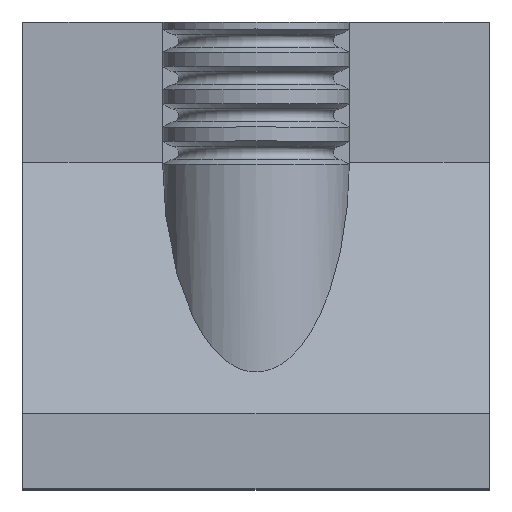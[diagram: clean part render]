
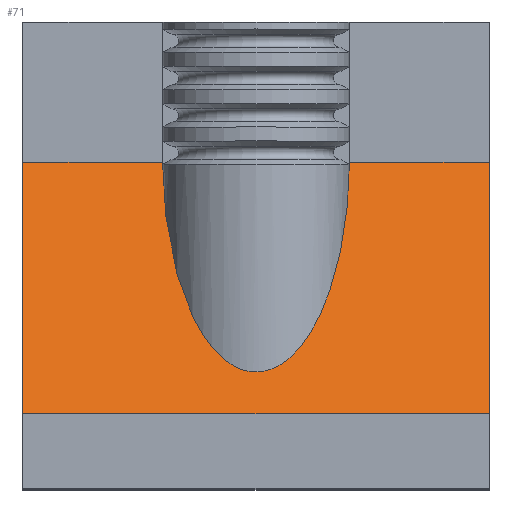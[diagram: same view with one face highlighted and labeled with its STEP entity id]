
A CAD part, top view. The second image highlights one B-rep face of the part: STEP entity #71.
In plain terms, the highlighted planar face has unit normal (0, 0.406, 0.914).
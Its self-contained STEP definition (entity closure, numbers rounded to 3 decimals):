
#71=ADVANCED_FACE('',(#344),#346,.T.);
#344=FACE_BOUND('',#345,.T.);
#345=EDGE_LOOP('',(#2053,#2054,#2055,#2056,#2057,#2058,#2059,#2060));
#346=PLANE('',#347);
#347=AXIS2_PLACEMENT_3D('',#348,#349,#350);
#348=CARTESIAN_POINT('',(-25.,35.,23.));
#349=DIRECTION('',(0.,0.406,0.914));
#350=DIRECTION('',(0.,-0.914,0.406));
#2053=ORIENTED_EDGE('',*,*,#2451,.T.);
#2054=ORIENTED_EDGE('',*,*,#2452,.F.);
#2055=ORIENTED_EDGE('',*,*,#2415,.T.);
#2056=ORIENTED_EDGE('',*,*,#2448,.T.);
#2057=ORIENTED_EDGE('',*,*,#2434,.F.);
#2058=ORIENTED_EDGE('',*,*,#2453,.F.);
#2059=ORIENTED_EDGE('',*,*,#2454,.T.);
#2060=ORIENTED_EDGE('',*,*,#2455,.F.);
#2415=EDGE_CURVE('',#2649,#2647,#2650,.T.);
#2434=EDGE_CURVE('',#2682,#2684,#2685,.T.);
#2448=EDGE_CURVE('',#2647,#2684,#2708,.T.);
#2451=EDGE_CURVE('',#2713,#2714,#2715,.F.);
#2452=EDGE_CURVE('',#2649,#2714,#2716,.T.);
#2453=EDGE_CURVE('',#2717,#2682,#2718,.T.);
#2454=EDGE_CURVE('',#2717,#2719,#2720,.F.);
#2455=EDGE_CURVE('',#2713,#2719,#2721,.T.);
#2647=VERTEX_POINT('',#3114);
#2649=VERTEX_POINT('',#3118);
#2650=LINE('',#3119,#3120);
#2682=VERTEX_POINT('',#3189);
#2684=VERTEX_POINT('',#3193);
#2685=LINE('',#3194,#3195);
#2708=LINE('',#3374,#3375);
#2713=VERTEX_POINT('',#3387);
#2714=VERTEX_POINT('',#3388);
#2715=(BOUNDED_CURVE()B_SPLINE_CURVE(3,
(#3389,#3390,#3391,#3392),
.UNSPECIFIED.,.F.,.F.)B_SPLINE_CURVE_WITH_KNOTS((4,4),
(0.,1.),
.UNSPECIFIED.)CURVE()GEOMETRIC_REPRESENTATION_ITEM()RATIONAL_B_SPLINE_CURVE((1.,
1.,1.,1.))REPRESENTATION_ITEM(''));
#2716=LINE('',#3393,#3394);
#2717=VERTEX_POINT('',#3396);
#2718=LINE('',#3397,#3398);
#2719=VERTEX_POINT('',#3400);
#2720=(BOUNDED_CURVE()B_SPLINE_CURVE(3,
(#3401,#3402,#3403,#3404),
.UNSPECIFIED.,.F.,.F.)B_SPLINE_CURVE_WITH_KNOTS((4,4),
(0.,1.),
.UNSPECIFIED.)CURVE()GEOMETRIC_REPRESENTATION_ITEM()RATIONAL_B_SPLINE_CURVE((1.,
1.,1.,1.))REPRESENTATION_ITEM(''));
#2721=(BOUNDED_CURVE()B_SPLINE_CURVE(3,
(#3405,#3406,#3407,#3408),
.UNSPECIFIED.,.F.,.F.)B_SPLINE_CURVE_WITH_KNOTS((4,4),
(0.,1.),
.UNSPECIFIED.)CURVE()GEOMETRIC_REPRESENTATION_ITEM()RATIONAL_B_SPLINE_CURVE((1.,
0.341,0.341,1.))REPRESENTATION_ITEM(''));
#3114=CARTESIAN_POINT('',(-25.,8.,35.));
#3118=CARTESIAN_POINT('',(-25.,35.,23.));
#3119=CARTESIAN_POINT('',(-25.,35.,23.));
#3120=VECTOR('',#3121,1.);
#3121=DIRECTION('',(0.,-0.914,0.406));
#3189=CARTESIAN_POINT('',(25.,35.,23.));
#3193=CARTESIAN_POINT('',(25.,8.,35.));
#3194=CARTESIAN_POINT('',(25.,35.,23.));
#3195=VECTOR('',#3196,1.);
#3196=DIRECTION('',(0.,-0.914,0.406));
#3374=CARTESIAN_POINT('',(-25.,8.,35.));
#3375=VECTOR('',#3376,1.);
#3376=DIRECTION('',(1.,0.,0.));
#3387=CARTESIAN_POINT('',(-9.999,34.75,23.111));
#3388=CARTESIAN_POINT('',(-10.,35.,23.));
#3389=CARTESIAN_POINT('',(-10.,35.,23.));
#3390=CARTESIAN_POINT('',(-10.,34.917,23.037));
#3391=CARTESIAN_POINT('',(-10.,34.833,23.074));
#3392=CARTESIAN_POINT('',(-9.999,34.75,23.111));
#3393=CARTESIAN_POINT('',(-25.,35.,23.));
#3394=VECTOR('',#3395,1.);
#3395=DIRECTION('',(1.,0.,0.));
#3396=CARTESIAN_POINT('',(10.,35.,23.));
#3397=CARTESIAN_POINT('',(10.,35.,23.));
#3398=VECTOR('',#3399,1.);
#3399=DIRECTION('',(1.,0.,0.));
#3400=CARTESIAN_POINT('',(9.999,34.75,23.111));
#3401=CARTESIAN_POINT('',(9.999,34.75,23.111));
#3402=CARTESIAN_POINT('',(10.,34.833,23.074));
#3403=CARTESIAN_POINT('',(10.,34.917,23.037));
#3404=CARTESIAN_POINT('',(10.,35.,23.));
#3405=CARTESIAN_POINT('',(-9.999,34.75,23.111));
#3406=CARTESIAN_POINT('',(-9.782,-9.266,42.674));
#3407=CARTESIAN_POINT('',(9.782,-9.266,42.674));
#3408=CARTESIAN_POINT('',(9.999,34.75,23.111));
